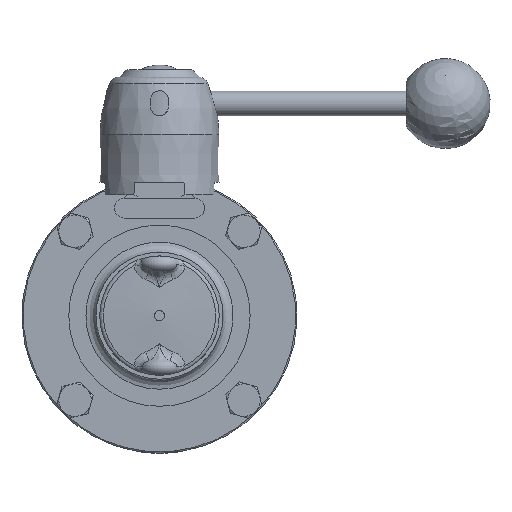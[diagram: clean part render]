
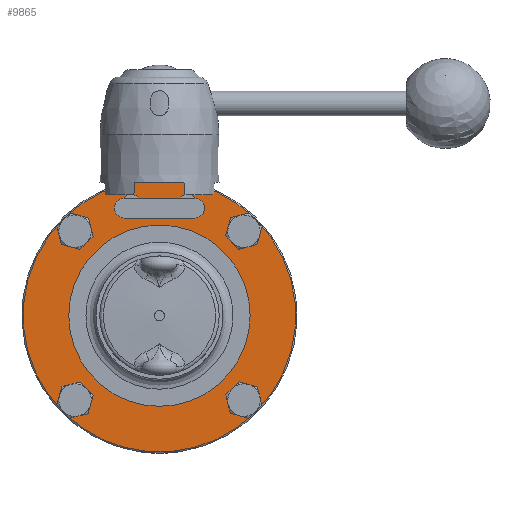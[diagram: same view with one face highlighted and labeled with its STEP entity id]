
A CAD part, left-side view. The second image highlights one B-rep face of the part: STEP entity #9865.
In plain terms, the highlighted planar face has unit normal (-1, 0, 0).
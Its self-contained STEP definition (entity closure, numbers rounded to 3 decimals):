
#598=CARTESIAN_POINT('',(-10.,-32.382,-28.235));
#599=VERTEX_POINT('',#598);
#600=CARTESIAN_POINT('',(-10.,-33.764,-33.764));
#601=DIRECTION('',(1.,0.0,0.0));
#602=DIRECTION('',(0.0,0.243,0.97));
#603=AXIS2_PLACEMENT_3D('',#600,#601,#602);
#604=CIRCLE('',#603,5.7);
#605=EDGE_CURVE('',#599,#599,#604,.T.);
#1476=CARTESIAN_POINT('',(-10.,32.382,28.235));
#1477=VERTEX_POINT('',#1476);
#1478=CARTESIAN_POINT('',(-10.,33.764,33.764));
#1479=DIRECTION('',(1.,0.0,0.0));
#1480=DIRECTION('',(0.0,-0.243,-0.97));
#1481=AXIS2_PLACEMENT_3D('',#1478,#1479,#1480);
#1482=CIRCLE('',#1481,5.7);
#1483=EDGE_CURVE('',#1477,#1477,#1482,.T.);
#2449=CARTESIAN_POINT('',(-10.,-36.25,0.0));
#2450=VERTEX_POINT('',#2449);
#2451=CARTESIAN_POINT('',(-10.,0.0,0.0));
#2452=DIRECTION('',(-1.0,0.0,0.0));
#2453=DIRECTION('',(0.0,-1.0,0.0));
#2454=AXIS2_PLACEMENT_3D('',#2451,#2452,#2453);
#2455=CIRCLE('',#2454,36.25);
#2456=EDGE_CURVE('',#2450,#2450,#2455,.T.);
#7787=CARTESIAN_POINT('',(-10.,-28.235,32.382));
#7788=VERTEX_POINT('',#7787);
#7789=CARTESIAN_POINT('',(-10.,-33.764,33.764));
#7790=DIRECTION('',(1.,0.0,0.0));
#7791=DIRECTION('',(0.0,0.97,-0.243));
#7792=AXIS2_PLACEMENT_3D('',#7789,#7790,#7791);
#7793=CIRCLE('',#7792,5.7);
#7794=EDGE_CURVE('',#7788,#7788,#7793,.T.);
#8657=CARTESIAN_POINT('',(-10.,28.235,-32.382));
#8658=VERTEX_POINT('',#8657);
#8659=CARTESIAN_POINT('',(-10.,33.764,-33.764));
#8660=DIRECTION('',(1.,0.0,0.0));
#8661=DIRECTION('',(0.0,-0.97,0.243));
#8662=AXIS2_PLACEMENT_3D('',#8659,#8660,#8661);
#8663=CIRCLE('',#8662,5.7);
#8664=EDGE_CURVE('',#8658,#8658,#8663,.T.);
#9418=CARTESIAN_POINT('',(-10.0,-14.515,46.967));
#9419=VERTEX_POINT('',#9418);
#9426=CARTESIAN_POINT('',(-10.,-8.507,47.));
#9427=VERTEX_POINT('',#9426);
#9428=CARTESIAN_POINT('',(-10.0,-11.5,45.0));
#9429=DIRECTION('',(1.0,0.0,0.0));
#9430=DIRECTION('',(0.0,0.0,-1.0));
#9431=AXIS2_PLACEMENT_3D('',#9428,#9429,#9430);
#9432=CIRCLE('',#9431,3.6);
#9433=EDGE_CURVE('',#9427,#9419,#9432,.T.);
#9458=CARTESIAN_POINT('',(-10.0,14.515,46.967));
#9459=VERTEX_POINT('',#9458);
#9477=CARTESIAN_POINT('',(-10.,8.507,47.));
#9478=VERTEX_POINT('',#9477);
#9485=CARTESIAN_POINT('',(-10.0,11.5,45.0));
#9486=DIRECTION('',(1.0,0.0,0.0));
#9487=DIRECTION('',(0.0,0.0,-1.0));
#9488=AXIS2_PLACEMENT_3D('',#9485,#9486,#9487);
#9489=CIRCLE('',#9488,3.6);
#9490=EDGE_CURVE('',#9459,#9478,#9489,.T.);
#9542=CARTESIAN_POINT('',(-10.,-14.,39.));
#9543=VERTEX_POINT('',#9542);
#9544=CARTESIAN_POINT('',(-10.,14.,39.));
#9545=VERTEX_POINT('',#9544);
#9546=CARTESIAN_POINT('',(-10.,-14.0,39.));
#9547=DIRECTION('',(0.0,1.0,0.0));
#9548=VECTOR('',#9547,28.0);
#9549=LINE('',#9546,#9548);
#9550=EDGE_CURVE('',#9543,#9545,#9549,.T.);
#9573=CARTESIAN_POINT('',(-10.,14.,43.));
#9574=DIRECTION('',(1.0,0.0,0.0));
#9575=DIRECTION('',(0.0,0.0,1.0));
#9576=AXIS2_PLACEMENT_3D('',#9573,#9574,#9575);
#9577=CIRCLE('',#9576,4.);
#9578=EDGE_CURVE('',#9545,#9459,#9577,.T.);
#9647=CARTESIAN_POINT('',(-10.,8.507,47.));
#9648=DIRECTION('',(0.0,-1.0,0.0));
#9649=VECTOR('',#9648,17.013);
#9650=LINE('',#9647,#9649);
#9651=EDGE_CURVE('',#9478,#9427,#9650,.T.);
#9672=CARTESIAN_POINT('',(-10.,-14.,43.));
#9673=DIRECTION('',(1.0,0.0,0.0));
#9674=DIRECTION('',(0.0,0.0,-1.0));
#9675=AXIS2_PLACEMENT_3D('',#9672,#9673,#9674);
#9676=CIRCLE('',#9675,4.);
#9677=EDGE_CURVE('',#9419,#9543,#9676,.T.);
#9694=CARTESIAN_POINT('',(-10.,12.426,53.065));
#9695=VERTEX_POINT('',#9694);
#9703=CARTESIAN_POINT('',(-10.,-12.426,53.065));
#9704=VERTEX_POINT('',#9703);
#9705=CARTESIAN_POINT('',(-10.,0.0,0.0));
#9706=DIRECTION('',(-1.0,0.0,0.0));
#9707=DIRECTION('',(0.0,-1.0,0.0));
#9708=AXIS2_PLACEMENT_3D('',#9705,#9706,#9707);
#9709=CIRCLE('',#9708,54.5);
#9710=EDGE_CURVE('',#9704,#9695,#9709,.T.);
#9736=CARTESIAN_POINT('',(-10.,13.737,52.74));
#9737=VERTEX_POINT('',#9736);
#9771=CARTESIAN_POINT('',(-10.,-13.737,52.74));
#9772=VERTEX_POINT('',#9771);
#9795=CARTESIAN_POINT('',(-10.,0.0,0.0));
#9796=DIRECTION('',(-1.0,0.0,0.0));
#9797=DIRECTION('',(0.0,-1.0,0.0));
#9798=AXIS2_PLACEMENT_3D('',#9795,#9796,#9797);
#9799=CIRCLE('',#9798,54.5);
#9800=EDGE_CURVE('',#9737,#9772,#9799,.T.);
#9805=CARTESIAN_POINT('',(-10.,-45.375,0.0));
#9806=DIRECTION('',(-1.0,0.0,0.0));
#9807=DIRECTION('',(0.0,0.0,-1.0));
#9808=AXIS2_PLACEMENT_3D('',#9805,#9806,#9807);
#9809=PLANE('',#9808);
#9810=CARTESIAN_POINT('',(-10.,12.426,52.74));
#9811=VERTEX_POINT('',#9810);
#9812=CARTESIAN_POINT('',(-10.,12.426,53.065));
#9813=DIRECTION('',(0.0,0.0,-1.0));
#9814=VECTOR('',#9813,0.324);
#9815=LINE('',#9812,#9814);
#9816=EDGE_CURVE('',#9695,#9811,#9815,.T.);
#9817=ORIENTED_EDGE('',*,*,#9816,.T.);
#9818=CARTESIAN_POINT('',(-10.,12.426,52.74));
#9819=DIRECTION('',(0.0,1.0,0.0));
#9820=VECTOR('',#9819,1.311);
#9821=LINE('',#9818,#9820);
#9822=EDGE_CURVE('',#9811,#9737,#9821,.T.);
#9823=ORIENTED_EDGE('',*,*,#9822,.T.);
#9824=ORIENTED_EDGE('',*,*,#9800,.T.);
#9825=CARTESIAN_POINT('',(-10.,-12.426,52.74));
#9826=VERTEX_POINT('',#9825);
#9827=CARTESIAN_POINT('',(-10.,-13.737,52.74));
#9828=DIRECTION('',(0.0,1.0,0.0));
#9829=VECTOR('',#9828,1.311);
#9830=LINE('',#9827,#9829);
#9831=EDGE_CURVE('',#9772,#9826,#9830,.T.);
#9832=ORIENTED_EDGE('',*,*,#9831,.T.);
#9833=CARTESIAN_POINT('',(-10.,-12.426,52.74));
#9834=DIRECTION('',(0.0,0.0,1.0));
#9835=VECTOR('',#9834,0.324);
#9836=LINE('',#9833,#9835);
#9837=EDGE_CURVE('',#9826,#9704,#9836,.T.);
#9838=ORIENTED_EDGE('',*,*,#9837,.T.);
#9839=ORIENTED_EDGE('',*,*,#9710,.T.);
#9840=EDGE_LOOP('',(#9817,#9823,#9824,#9832,#9838,#9839));
#9841=FACE_OUTER_BOUND('',#9840,.T.);
#9842=ORIENTED_EDGE('',*,*,#605,.T.);
#9843=EDGE_LOOP('',(#9842));
#9844=FACE_BOUND('',#9843,.T.);
#9845=ORIENTED_EDGE('',*,*,#8664,.T.);
#9846=EDGE_LOOP('',(#9845));
#9847=FACE_BOUND('',#9846,.T.);
#9848=ORIENTED_EDGE('',*,*,#1483,.T.);
#9849=EDGE_LOOP('',(#9848));
#9850=FACE_BOUND('',#9849,.T.);
#9851=ORIENTED_EDGE('',*,*,#7794,.T.);
#9852=EDGE_LOOP('',(#9851));
#9853=FACE_BOUND('',#9852,.T.);
#9854=ORIENTED_EDGE('',*,*,#9677,.T.);
#9855=ORIENTED_EDGE('',*,*,#9550,.T.);
#9856=ORIENTED_EDGE('',*,*,#9578,.T.);
#9857=ORIENTED_EDGE('',*,*,#9490,.T.);
#9858=ORIENTED_EDGE('',*,*,#9651,.T.);
#9859=ORIENTED_EDGE('',*,*,#9433,.T.);
#9860=EDGE_LOOP('',(#9854,#9855,#9856,#9857,#9858,#9859));
#9861=FACE_BOUND('',#9860,.T.);
#9862=ORIENTED_EDGE('',*,*,#2456,.F.);
#9863=EDGE_LOOP('',(#9862));
#9864=FACE_BOUND('',#9863,.T.);
#9865=ADVANCED_FACE('',(#9841,#9844,#9847,#9850,#9853,#9861,#9864),#9809,.T.);
